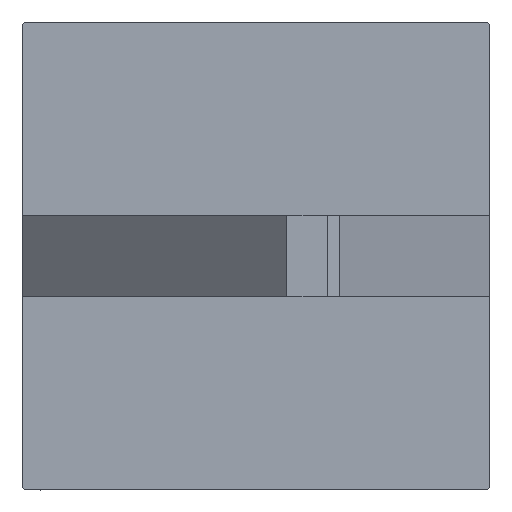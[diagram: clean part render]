
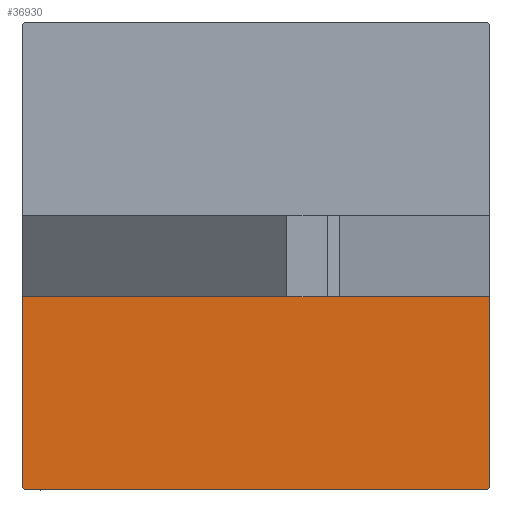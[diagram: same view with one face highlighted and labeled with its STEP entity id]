
A CAD part, left-side view. The second image highlights one B-rep face of the part: STEP entity #36930.
In plain terms, the highlighted planar face has unit normal (-1, 0, 0).
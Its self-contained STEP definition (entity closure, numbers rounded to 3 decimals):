
#1459 = EDGE_LOOP ( 'NONE', ( #24081, #46697, #18016, #32936, #36515, #44031 ) ) ;
#1633 = EDGE_CURVE ( 'NONE', #21197, #27643, #32485, .T. ) ;
#3524 = EDGE_CURVE ( 'NONE', #13484, #11736, #43036, .T. ) ;
#4284 = LINE ( 'NONE', #26003, #5325 ) ;
#5056 = CARTESIAN_POINT ( 'NONE',  ( 0., -57.25, -57.25 ) ) ;
#5325 = VECTOR ( 'NONE', #18827, 1000. ) ;
#8641 = DIRECTION ( 'NONE',  ( 0., -0.707, 0.707 ) ) ;
#9758 = FACE_OUTER_BOUND ( 'NONE', #1459, .T. ) ;
#11736 = VERTEX_POINT ( 'NONE', #18317 ) ;
#12348 = CARTESIAN_POINT ( 'NONE',  ( 0., -57.5, -57. ) ) ;
#13484 = VERTEX_POINT ( 'NONE', #21277 ) ;
#13787 = EDGE_CURVE ( 'NONE', #27643, #34718, #19839, .T. ) ;
#13979 = EDGE_CURVE ( 'NONE', #33712, #34718, #4284, .T. ) ;
#14202 = DIRECTION ( 'NONE',  ( 0., -1., 0. ) ) ;
#14405 = VECTOR ( 'NONE', #8641, 1000. ) ;
#17142 = PLANE ( 'NONE',  #33006 ) ;
#18016 = ORIENTED_EDGE ( 'NONE', *, *, #1633, .T. ) ;
#18317 = CARTESIAN_POINT ( 'NONE',  ( 0., -57., 57.5 ) ) ;
#18827 = DIRECTION ( 'NONE',  ( 0., 0., -1. ) ) ;
#19839 = LINE ( 'NONE', #5056, #14405 ) ;
#21197 = VERTEX_POINT ( 'NONE', #37941 ) ;
#21277 = CARTESIAN_POINT ( 'NONE',  ( 0., -10., 57.5 ) ) ;
#23333 = VECTOR ( 'NONE', #14202, 1000. ) ;
#24061 = VECTOR ( 'NONE', #32258, 1000. ) ;
#24081 = ORIENTED_EDGE ( 'NONE', *, *, #3524, .F. ) ;
#24708 = DIRECTION ( 'NONE',  ( 0., 0.707, 0.707 ) ) ;
#25184 = LINE ( 'NONE', #43266, #36144 ) ;
#26003 = CARTESIAN_POINT ( 'NONE',  ( 0., -57.5, 57.5 ) ) ;
#27643 = VERTEX_POINT ( 'NONE', #45361 ) ;
#28338 = DIRECTION ( 'NONE',  ( 0., 0., -1. ) ) ;
#29152 = CARTESIAN_POINT ( 'NONE',  ( 0., 57.5, -57.5 ) ) ;
#29342 = EDGE_CURVE ( 'NONE', #13484, #21197, #39521, .T. ) ;
#32258 = DIRECTION ( 'NONE',  ( 0., -1., 0. ) ) ;
#32485 = LINE ( 'NONE', #29152, #24061 ) ;
#32936 = ORIENTED_EDGE ( 'NONE', *, *, #13787, .T. ) ;
#33006 = AXIS2_PLACEMENT_3D ( 'NONE', #46193, #45748, #45972 ) ;
#33712 = VERTEX_POINT ( 'NONE', #36612 ) ;
#34718 = VERTEX_POINT ( 'NONE', #12348 ) ;
#35896 = CARTESIAN_POINT ( 'NONE',  ( 0., 57.5, 57.5 ) ) ;
#36144 = VECTOR ( 'NONE', #24708, 1000. ) ;
#36515 = ORIENTED_EDGE ( 'NONE', *, *, #13979, .F. ) ;
#36612 = CARTESIAN_POINT ( 'NONE',  ( 0., -57.5, 57. ) ) ;
#36930 = ADVANCED_FACE ( 'NONE', ( #9758 ), #17142, .T. ) ;
#37941 = CARTESIAN_POINT ( 'NONE',  ( 0., -10., -57.5 ) ) ;
#39521 = LINE ( 'NONE', #42632, #39727 ) ;
#39727 = VECTOR ( 'NONE', #28338, 1000. ) ;
#40803 = EDGE_CURVE ( 'NONE', #33712, #11736, #25184, .T. ) ;
#42632 = CARTESIAN_POINT ( 'NONE',  ( 0., -10., 57.5 ) ) ;
#43036 = LINE ( 'NONE', #35896, #23333 ) ;
#43266 = CARTESIAN_POINT ( 'NONE',  ( 0., -57.25, 57.25 ) ) ;
#44031 = ORIENTED_EDGE ( 'NONE', *, *, #40803, .T. ) ;
#45361 = CARTESIAN_POINT ( 'NONE',  ( 0., -57., -57.5 ) ) ;
#45748 = DIRECTION ( 'NONE',  ( -1., 0., 0. ) ) ;
#45972 = DIRECTION ( 'NONE',  ( 0., 0., 1. ) ) ;
#46193 = CARTESIAN_POINT ( 'NONE',  ( 0., 0., 0. ) ) ;
#46697 = ORIENTED_EDGE ( 'NONE', *, *, #29342, .T. ) ;
